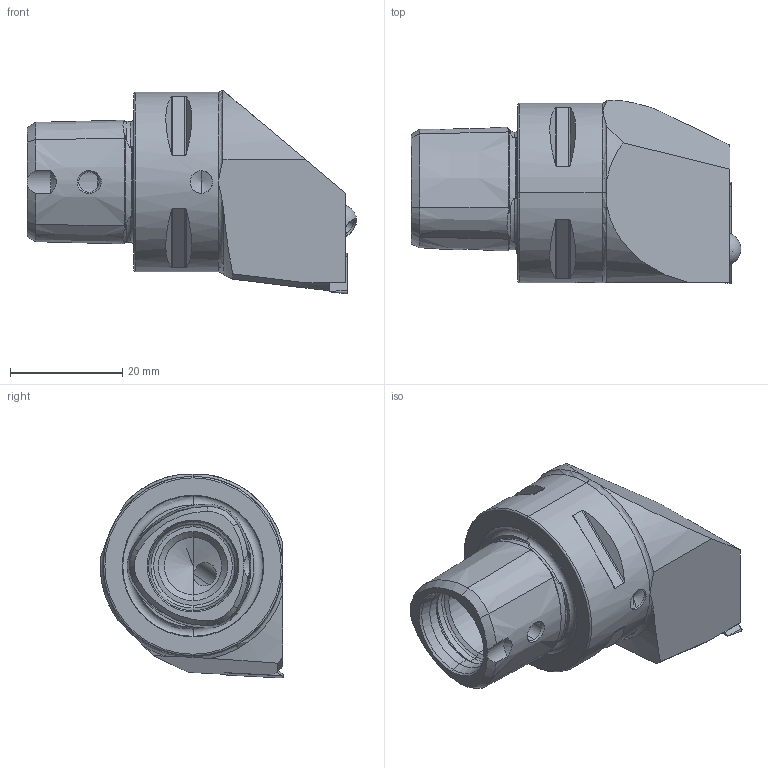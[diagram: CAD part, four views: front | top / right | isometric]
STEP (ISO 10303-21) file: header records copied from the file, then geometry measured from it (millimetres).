
FILE_DESCRIPTION (( 'STEP AP214' ), '1' );
FILE_NAME ('PS3.KVA.So1.038.STEP', '2021-05-19T07:49:21', ( '' ), ( '' ), 'SwSTEP 2.0', 'SolidWorks 2017', '' );
FILE_SCHEMA (( 'AUTOMOTIVE_DESIGN' ));
Length unit declared in the file: millimetre
Products named in the file (7): KU1-U08.001.007_2; KU1-U08.001.007; PS3-KVA.So1.038_A; PS3.KVA.So1.038; WCA-ER2.001.006_A; KU1-U08.001.007_1; VCGT110304
Assembly tree (6 placements, depth 3):
  PS3.KVA.So1.038
    PS3-KVA.So1.038_A
    WCA-ER2.001.006_A
    KU1-U08.001.007
      KU1-U08.001.007_1
      KU1-U08.001.007_2
    VCGT110304
Bounding box: 58.7 x 32.64 x 36.31 mm (x, y, z)
Volume: 28811.9 mm3; surface area: 8945.5 mm2
Topology: 5 solids, 5 shells, 258 faces, 643 edges, 393 vertices
Faces by surface type: cone 74, cylinder 64, plane 57, torus 45, bspline 12, sphere 6
Entity records: 8760 total; most frequent: CARTESIAN_POINT 2544, ORIENTED_EDGE 1250, DIRECTION 1232, EDGE_CURVE 625, AXIS2_PLACEMENT_3D 513, VERTEX_POINT 387, EDGE_LOOP 278, FACE_OUTER_BOUND 258
